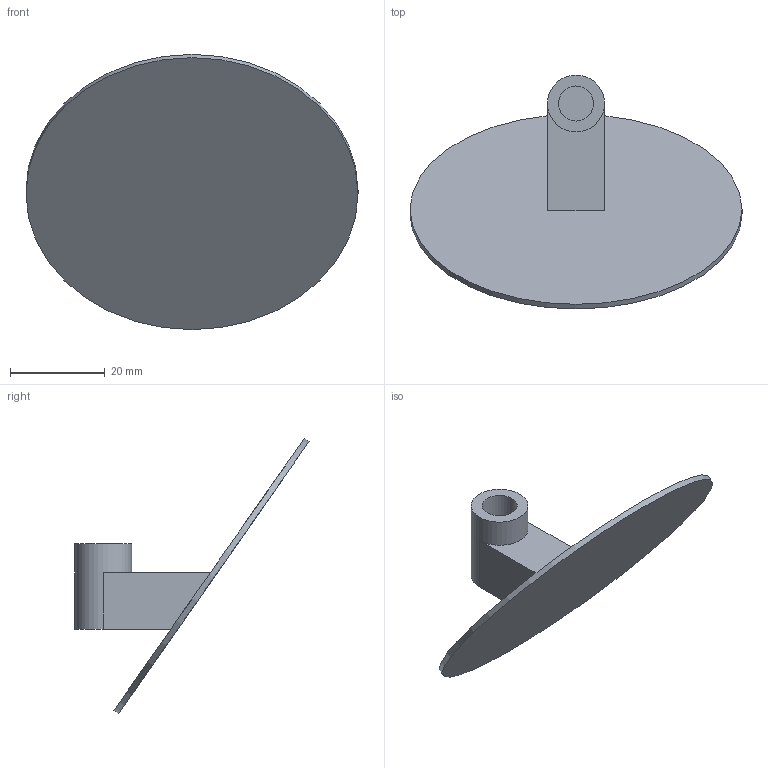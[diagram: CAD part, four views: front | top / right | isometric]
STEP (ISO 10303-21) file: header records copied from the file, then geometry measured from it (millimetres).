
FILE_DESCRIPTION(/* description */ (''),/* implementation_level */ '2;1');
FILE_NAME(/* name */ 'Cam Halter Bed v6.stp',/* time_stamp */ '2022-09-22T11:47:03+02:00',/* author */ (''),/* organization */ (''),/* preprocessor_version */ 'ST-DEVELOPER v19',/* originating_system */ 'Autodesk Translation Framework v11.7.0.108',/* authorisation */ '');
FILE_SCHEMA (('AUTOMOTIVE_DESIGN { 1 0 10303 214 3 1 1 }'));
Length unit declared in the file: millimetre
Products named in the file (1): Cam Halter Bed
Bounding box: 70 x 49.36 x 58.03 mm (x, y, z)
Volume: 7937 mm3; surface area: 9605.7 mm2
Topology: 1 solids, 1 shells, 11 faces, 20 edges, 13 vertices
Faces by surface type: plane 8, cylinder 3
Full cylindrical faces by diameter (mm): 7.4 x1, 12 x1, 70 x1
Entity records: 306 total; most frequent: DIRECTION 51, CARTESIAN_POINT 45, ORIENTED_EDGE 40, EDGE_CURVE 20, AXIS2_PLACEMENT_3D 19, LINE 13, VECTOR 13, EDGE_LOOP 13
